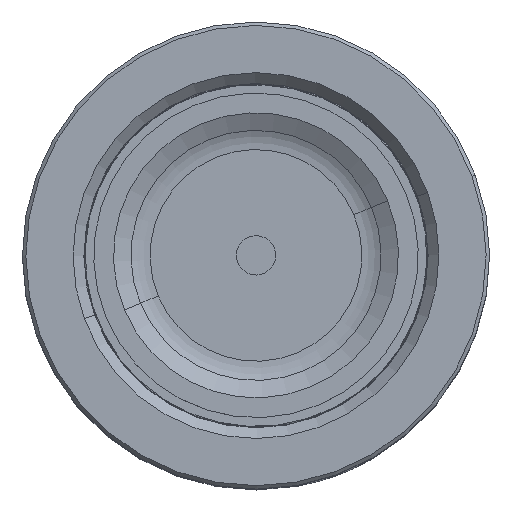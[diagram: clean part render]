
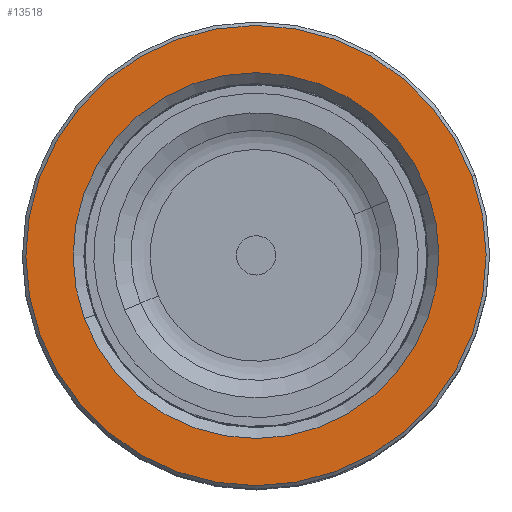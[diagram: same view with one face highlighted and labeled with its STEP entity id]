
A CAD part, top view. The second image highlights one B-rep face of the part: STEP entity #13518.
In plain terms, the highlighted planar face has unit normal (0, 0, 1).
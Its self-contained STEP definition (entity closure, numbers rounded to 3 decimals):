
#2184 = DIRECTION ( 'NONE',  ( 1., 0., 0. ) ) ;
#3810 = AXIS2_PLACEMENT_3D ( 'NONE', #20311, #29957, #16005 ) ;
#5837 = CIRCLE ( 'NONE', #28730, 37.2 ) ;
#6224 = CIRCLE ( 'NONE', #3810, 46.8 ) ;
#6468 = AXIS2_PLACEMENT_3D ( 'NONE', #35164, #11963, #58675 ) ;
#7453 = CARTESIAN_POINT ( 'NONE',  ( 37.2, 0., 100. ) ) ;
#8123 = CARTESIAN_POINT ( 'NONE',  ( 46.8, 0., 100. ) ) ;
#9085 = DIRECTION ( 'NONE',  ( 0., 0., -1. ) ) ;
#9805 = VERTEX_POINT ( 'NONE', #13500 ) ;
#10304 = EDGE_CURVE ( 'NONE', #40956, #29345, #6224, .T. ) ;
#11963 = DIRECTION ( 'NONE',  ( 0., 0., 1. ) ) ;
#12660 = AXIS2_PLACEMENT_3D ( 'NONE', #58258, #44332, #2184 ) ;
#13500 = CARTESIAN_POINT ( 'NONE',  ( -37.2, 0., 100. ) ) ;
#13518 = ADVANCED_FACE ( 'NONE', ( #22949, #42003 ), #26897, .T. ) ;
#15004 = CIRCLE ( 'NONE', #6468, 46.8 ) ;
#16005 = DIRECTION ( 'NONE',  ( 1., 0., 0. ) ) ;
#17254 = DIRECTION ( 'NONE',  ( 1., 0., 0. ) ) ;
#17684 = EDGE_LOOP ( 'NONE', ( #39361, #20417 ) ) ;
#20258 = ORIENTED_EDGE ( 'NONE', *, *, #55149, .T. ) ;
#20311 = CARTESIAN_POINT ( 'NONE',  ( 0., 0., 100. ) ) ;
#20417 = ORIENTED_EDGE ( 'NONE', *, *, #10304, .T. ) ;
#21605 = EDGE_CURVE ( 'NONE', #9805, #22165, #5837, .T. ) ;
#22165 = VERTEX_POINT ( 'NONE', #7453 ) ;
#22949 = FACE_OUTER_BOUND ( 'NONE', #17684, .T. ) ;
#26897 = PLANE ( 'NONE',  #36813 ) ;
#28730 = AXIS2_PLACEMENT_3D ( 'NONE', #59317, #9085, #51479 ) ;
#28934 = CARTESIAN_POINT ( 'NONE',  ( -46.8, 0., 100. ) ) ;
#29345 = VERTEX_POINT ( 'NONE', #28934 ) ;
#29957 = DIRECTION ( 'NONE',  ( 0., 0., 1. ) ) ;
#30309 = EDGE_CURVE ( 'NONE', #29345, #40956, #15004, .T. ) ;
#32815 = ORIENTED_EDGE ( 'NONE', *, *, #21605, .T. ) ;
#35164 = CARTESIAN_POINT ( 'NONE',  ( 0., 0., 100. ) ) ;
#36813 = AXIS2_PLACEMENT_3D ( 'NONE', #45708, #50433, #17254 ) ;
#39361 = ORIENTED_EDGE ( 'NONE', *, *, #30309, .T. ) ;
#40956 = VERTEX_POINT ( 'NONE', #8123 ) ;
#42003 = FACE_BOUND ( 'NONE', #47519, .T. ) ;
#44332 = DIRECTION ( 'NONE',  ( 0., 0., -1. ) ) ;
#44443 = CIRCLE ( 'NONE', #12660, 37.2 ) ;
#45708 = CARTESIAN_POINT ( 'NONE',  ( 0., 0., 100. ) ) ;
#47519 = EDGE_LOOP ( 'NONE', ( #20258, #32815 ) ) ;
#50433 = DIRECTION ( 'NONE',  ( 0., 0., 1. ) ) ;
#51479 = DIRECTION ( 'NONE',  ( 1., 0., 0. ) ) ;
#55149 = EDGE_CURVE ( 'NONE', #22165, #9805, #44443, .T. ) ;
#58258 = CARTESIAN_POINT ( 'NONE',  ( 0., 0., 100. ) ) ;
#58675 = DIRECTION ( 'NONE',  ( 1., 0., 0. ) ) ;
#59317 = CARTESIAN_POINT ( 'NONE',  ( 0., 0., 100. ) ) ;
